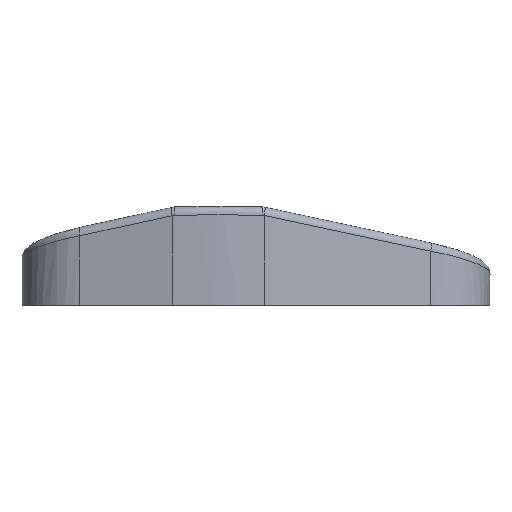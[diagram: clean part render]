
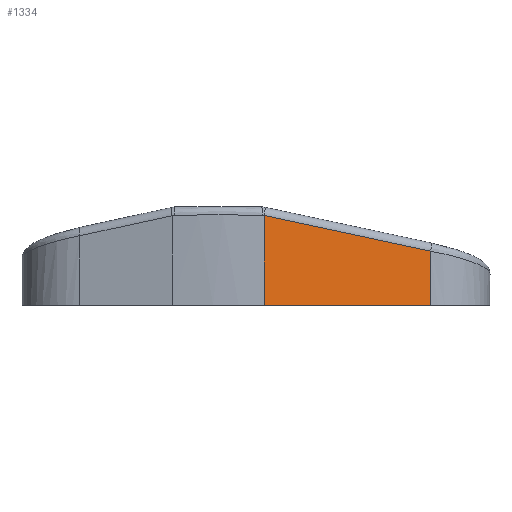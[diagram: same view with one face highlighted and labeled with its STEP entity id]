
A CAD part, front view. The second image highlights one B-rep face of the part: STEP entity #1334.
In plain terms, the highlighted planar face has unit normal (0.175, -0.985, 0).
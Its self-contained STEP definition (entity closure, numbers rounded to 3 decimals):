
#21 = EDGE_CURVE('',#22,#24,#26,.T.);
#22 = VERTEX_POINT('',#23);
#23 = CARTESIAN_POINT('',(52.199,-241.847,44.303
    ));
#24 = VERTEX_POINT('',#25);
#25 = CARTESIAN_POINT('',(52.199,-241.847,150.465
    ));
#26 = SURFACE_CURVE('',#27,(#31,#45),.PCURVE_S1.);
#27 = LINE('',#28,#29);
#28 = CARTESIAN_POINT('',(52.199,-241.847,42.644
    ));
#29 = VECTOR('',#30,1.);
#30 = DIRECTION('',(0.,0.,1.));
#31 = PCURVE('',#32,#40);
#32 = SURFACE_OF_LINEAR_EXTRUSION('',#33,#38);
#33 = CIRCLE('',#34,462.458);
#34 = AXIS2_PLACEMENT_3D('',#35,#36,#37);
#35 = CARTESIAN_POINT('',(1.869,210.88,-37.184
    ));
#36 = DIRECTION('',(0.,-0.174,-0.985)
  );
#37 = DIRECTION('',(0.109,-0.979,0.173));
#38 = VECTOR('',#39,1.);
#39 = DIRECTION('',(0.,0.,1.));
#40 = DEFINITIONAL_REPRESENTATION('',(#41),#44);
#41 = B_SPLINE_CURVE_WITH_KNOTS('',1,(#42,#43),.UNSPECIFIED.,.F.,.F.,(2,
    2),(0.,120.),.PIECEWISE_BEZIER_KNOTS.);
#42 = CARTESIAN_POINT('',(0.,0.));
#43 = CARTESIAN_POINT('',(0.,120.));
#44 = ( GEOMETRIC_REPRESENTATION_CONTEXT(2) 
PARAMETRIC_REPRESENTATION_CONTEXT() REPRESENTATION_CONTEXT('2D SPACE',''
  ) );
#45 = PCURVE('',#46,#51);
#46 = PLANE('',#47);
#47 = AXIS2_PLACEMENT_3D('',#48,#49,#50);
#48 = CARTESIAN_POINT('',(150.377,-224.369,
    81.591));
#49 = DIRECTION('',(0.175,-0.985,0.));
#50 = DIRECTION('',(0.963,0.171,-0.207));
#51 = DEFINITIONAL_REPRESENTATION('',(#52),#56);
#52 = LINE('',#53,#54);
#53 = CARTESIAN_POINT('',(-89.526,-58.706));
#54 = VECTOR('',#55,1.);
#55 = DIRECTION('',(-0.207,0.978));
#56 = ( GEOMETRIC_REPRESENTATION_CONTEXT(2) 
PARAMETRIC_REPRESENTATION_CONTEXT() REPRESENTATION_CONTEXT('2D SPACE',''
  ) );
#96 = PLANE('',#97);
#97 = AXIS2_PLACEMENT_3D('',#98,#99,#100);
#98 = CARTESIAN_POINT('',(-400.,-320.923,44.303));
#99 = DIRECTION('',(0.,0.,1.));
#100 = DIRECTION('',(1.,0.,0.));
#1334 = ADVANCED_FACE('',(#1335),#46,.T.);
#1335 = FACE_BOUND('',#1336,.T.);
#1336 = EDGE_LOOP('',(#1337,#1338,#1359,#1389));
#1337 = ORIENTED_EDGE('',*,*,#21,.F.);
#1338 = ORIENTED_EDGE('',*,*,#1339,.F.);
#1339 = EDGE_CURVE('',#1340,#22,#1342,.T.);
#1340 = VERTEX_POINT('',#1341);
#1341 = CARTESIAN_POINT('',(248.555,-206.891,
    44.303));
#1342 = SURFACE_CURVE('',#1343,(#1347,#1353),.PCURVE_S1.);
#1343 = LINE('',#1344,#1345);
#1344 = CARTESIAN_POINT('',(-124.689,-273.337,
    44.303));
#1345 = VECTOR('',#1346,1.);
#1346 = DIRECTION('',(-0.985,-0.175,0.));
#1347 = PCURVE('',#46,#1348);
#1348 = DEFINITIONAL_REPRESENTATION('',(#1349),#1352);
#1349 = B_SPLINE_CURVE_WITH_KNOTS('',1,(#1350,#1351),.UNSPECIFIED.,.F.,
  .F.,(2,2),(-411.718,-131.318),.PIECEWISE_BEZIER_KNOTS.);
#1350 = CARTESIAN_POINT('',(137.176,-9.15));
#1351 = CARTESIAN_POINT('',(-137.176,-67.07));
#1352 = ( GEOMETRIC_REPRESENTATION_CONTEXT(2) 
PARAMETRIC_REPRESENTATION_CONTEXT() REPRESENTATION_CONTEXT('2D SPACE',''
  ) );
#1353 = PCURVE('',#96,#1354);
#1354 = DEFINITIONAL_REPRESENTATION('',(#1355),#1358);
#1355 = B_SPLINE_CURVE_WITH_KNOTS('',1,(#1356,#1357),.UNSPECIFIED.,.F.,
  .F.,(2,2),(-411.718,-131.318),.PIECEWISE_BEZIER_KNOTS.);
#1356 = CARTESIAN_POINT('',(680.656,119.748));
#1357 = CARTESIAN_POINT('',(404.597,70.602));
#1358 = ( GEOMETRIC_REPRESENTATION_CONTEXT(2) 
PARAMETRIC_REPRESENTATION_CONTEXT() REPRESENTATION_CONTEXT('2D SPACE',''
  ) );
#1359 = ORIENTED_EDGE('',*,*,#1360,.T.);
#1360 = EDGE_CURVE('',#1340,#1361,#1363,.T.);
#1361 = VERTEX_POINT('',#1362);
#1362 = CARTESIAN_POINT('',(248.555,-206.891,
    108.359));
#1363 = SURFACE_CURVE('',#1364,(#1368,#1375),.PCURVE_S1.);
#1364 = LINE('',#1365,#1366);
#1365 = CARTESIAN_POINT('',(248.555,-206.891,
    0.538));
#1366 = VECTOR('',#1367,1.);
#1367 = DIRECTION('',(0.,0.,1.));
#1368 = PCURVE('',#46,#1369);
#1369 = DEFINITIONAL_REPRESENTATION('',(#1370),#1374);
#1370 = LINE('',#1371,#1372);
#1371 = CARTESIAN_POINT('',(114.313,-58.706));
#1372 = VECTOR('',#1373,1.);
#1373 = DIRECTION('',(-0.207,0.978));
#1374 = ( GEOMETRIC_REPRESENTATION_CONTEXT(2) 
PARAMETRIC_REPRESENTATION_CONTEXT() REPRESENTATION_CONTEXT('2D SPACE',''
  ) );
#1375 = PCURVE('',#1376,#1384);
#1376 = SURFACE_OF_LINEAR_EXTRUSION('',#1377,#1382);
#1377 = CIRCLE('',#1378,90.);
#1378 = AXIS2_PLACEMENT_3D('',#1379,#1380,#1381);
#1379 = CARTESIAN_POINT('',(229.843,-120.195,
    -14.749));
#1380 = DIRECTION('',(0.17,0.207,0.964));
#1381 = DIRECTION('',(0.208,-0.963,0.17));
#1382 = VECTOR('',#1383,1.);
#1383 = DIRECTION('',(0.,0.,1.));
#1384 = DEFINITIONAL_REPRESENTATION('',(#1385),#1388);
#1385 = B_SPLINE_CURVE_WITH_KNOTS('',1,(#1386,#1387),.UNSPECIFIED.,.F.,
  .F.,(2,2),(0.,120.),.PIECEWISE_BEZIER_KNOTS.);
#1386 = CARTESIAN_POINT('',(0.,0.));
#1387 = CARTESIAN_POINT('',(0.,120.));
#1388 = ( GEOMETRIC_REPRESENTATION_CONTEXT(2) 
PARAMETRIC_REPRESENTATION_CONTEXT() REPRESENTATION_CONTEXT('2D SPACE',''
  ) );
#1389 = ORIENTED_EDGE('',*,*,#1390,.F.);
#1390 = EDGE_CURVE('',#24,#1361,#1391,.T.);
#1391 = SURFACE_CURVE('',#1392,(#1396,#1403),.PCURVE_S1.);
#1392 = LINE('',#1393,#1394);
#1393 = CARTESIAN_POINT('',(49.776,-242.278,
    150.984));
#1394 = VECTOR('',#1395,1.);
#1395 = DIRECTION('',(0.963,0.171,-0.207));
#1396 = PCURVE('',#46,#1397);
#1397 = DEFINITIONAL_REPRESENTATION('',(#1398),#1402);
#1398 = LINE('',#1399,#1400);
#1399 = CARTESIAN_POINT('',(-114.313,46.789));
#1400 = VECTOR('',#1401,1.);
#1401 = DIRECTION('',(1.,0.));
#1402 = ( GEOMETRIC_REPRESENTATION_CONTEXT(2) 
PARAMETRIC_REPRESENTATION_CONTEXT() REPRESENTATION_CONTEXT('2D SPACE',''
  ) );
#1403 = PCURVE('',#1404,#1409);
#1404 = CYLINDRICAL_SURFACE('',#1405,10.);
#1405 = AXIS2_PLACEMENT_3D('',#1406,#1407,#1408);
#1406 = CARTESIAN_POINT('',(48.023,-232.433,
    150.984));
#1407 = DIRECTION('',(0.963,0.171,-0.207));
#1408 = DIRECTION('',(0.175,-0.985,0.
    ));
#1409 = DEFINITIONAL_REPRESENTATION('',(#1410),#1414);
#1410 = LINE('',#1411,#1412);
#1411 = CARTESIAN_POINT('',(-0.,0.));
#1412 = VECTOR('',#1413,1.);
#1413 = DIRECTION('',(-0.,1.));
#1414 = ( GEOMETRIC_REPRESENTATION_CONTEXT(2) 
PARAMETRIC_REPRESENTATION_CONTEXT() REPRESENTATION_CONTEXT('2D SPACE',''
  ) );
